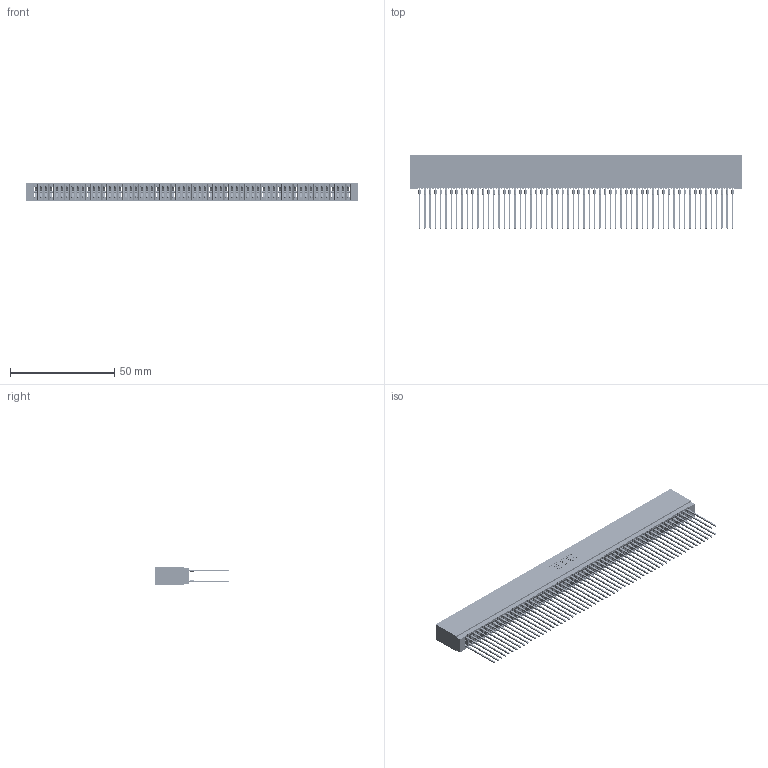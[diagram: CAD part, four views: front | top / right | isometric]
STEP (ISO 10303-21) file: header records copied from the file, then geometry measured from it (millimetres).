
FILE_DESCRIPTION (( 'STEP AP203' ), '1' );
FILE_NAME ('745-120-541-201.STEP', '2026-02-27T01:25:30', ( '' ), ( '' ), 'SwSTEP 2.0', 'SolidWorks 2023', '' );
FILE_SCHEMA (( 'CONFIG_CONTROL_DESIGN' ));
Length unit declared in the file: millimetre
Products named in the file (3): 745 Part_Insulator Option - 01; 745-120-541-201; 745-292-001_541
Assembly tree (121 placements, depth 2):
  745-120-541-201
    745 Part_Insulator Option - 01
    745-292-001_541  x120
Bounding box: 159 x 35.45 x 8.89 mm (x, y, z)
Volume: 14799.1 mm3; surface area: 32883.3 mm2
Topology: 121 solids, 121 shells, 10835 faces, 29118 edges, 18292 vertices
Faces by surface type: plane 5575, bspline 2400, cylinder 2140, torus 720
Entity records: 98554 total; most frequent: CARTESIAN_POINT 17591, ORIENTED_EDGE 17062, DIRECTION 14889, EDGE_CURVE 8531, LINE 7989, VECTOR 7989, VERTEX_POINT 5440, AXIS2_PLACEMENT_3D 3450
